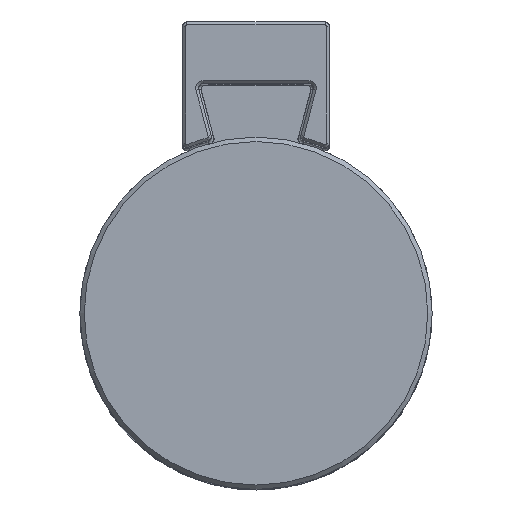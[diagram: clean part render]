
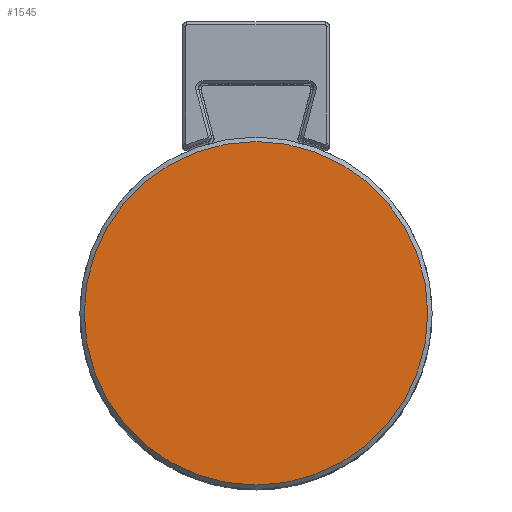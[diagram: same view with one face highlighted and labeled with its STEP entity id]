
A CAD part, top view. The second image highlights one B-rep face of the part: STEP entity #1545.
In plain terms, the highlighted planar face has unit normal (0, 0, 1).
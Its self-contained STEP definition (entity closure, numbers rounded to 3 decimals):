
#99=CIRCLE('',#1691,11.7);
#237=FACE_OUTER_BOUND('',#349,.T.);
#349=EDGE_LOOP('',(#1143));
#706=VERTEX_POINT('',#2490);
#857=EDGE_CURVE('',#706,#706,#99,.T.);
#1143=ORIENTED_EDGE('',*,*,#857,.F.);
#1490=PLANE('',#1695);
#1545=ADVANCED_FACE('',(#237),#1490,.T.);
#1691=AXIS2_PLACEMENT_3D('',#2491,#1979,#1980);
#1695=AXIS2_PLACEMENT_3D('',#2499,#1989,#1990);
#1979=DIRECTION('center_axis',(0.,0.,-1.));
#1980=DIRECTION('ref_axis',(1.,0.,0.));
#1989=DIRECTION('center_axis',(0.,0.,1.));
#1990=DIRECTION('ref_axis',(1.,0.,0.));
#2490=CARTESIAN_POINT('',(-11.7,0.,33.));
#2491=CARTESIAN_POINT('Origin',(0.,0.,33.));
#2499=CARTESIAN_POINT('Origin',(0.,0.,33.));
